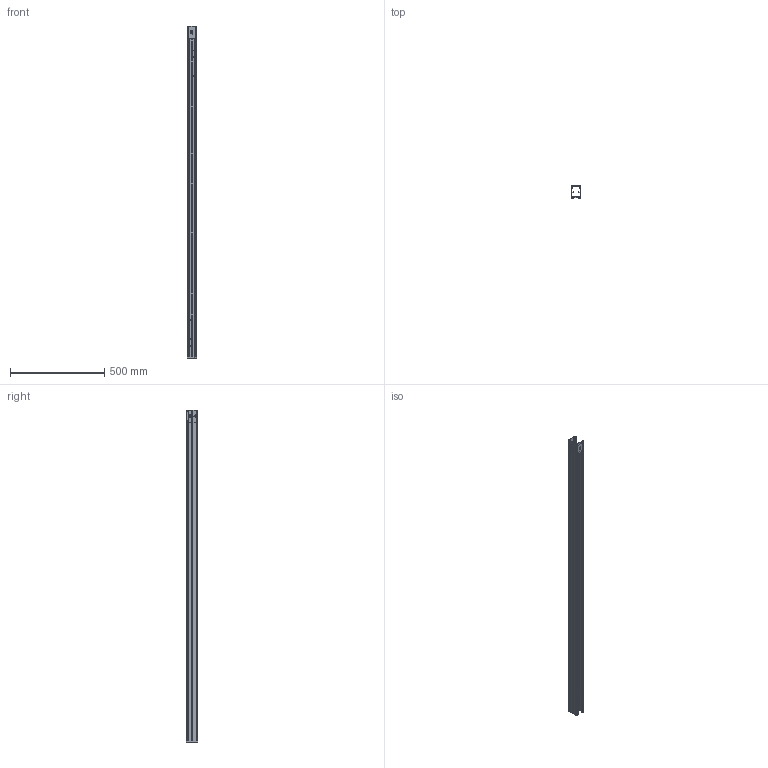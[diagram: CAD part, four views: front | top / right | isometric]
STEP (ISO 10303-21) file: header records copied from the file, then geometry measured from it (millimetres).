
FILE_DESCRIPTION(/* description */ (''),/* implementation_level */ '2;1');
FILE_NAME(/* name */ 'K0001540.stp',/* time_stamp */ '2022-03-07T10:11:31+01:00',/* author */ ('SIMMETF'),/* organization */ (''),/* preprocessor_version */ 'ST-DEVELOPER v18.1',/* originating_system */ 'Autodesk Inventor 2021',/* authorisation */ '');
FILE_SCHEMA (('AUTOMOTIVE_DESIGN { 1 0 10303 214 3 1 1 }'));
Length unit declared in the file: millimetre
Products named in the file (1): Pièce1
Bounding box: 53 x 62.78 x 1765 mm (x, y, z)
Volume: 1113300.9 mm3; surface area: 813550.4 mm2
Topology: 2 solids, 2 shells, 505 faces, 1467 edges, 969 vertices
Faces by surface type: plane 293, cylinder 175, bspline 31, cone 6
Full cylindrical faces by diameter (mm): 4.46 x1, 5 x6, 8.5 x10
Entity records: 17553 total; most frequent: CARTESIAN_POINT 3401, ORIENTED_EDGE 2934, DIRECTION 2786, EDGE_CURVE 1467, VERTEX_POINT 969, LINE 956, VECTOR 956, AXIS2_PLACEMENT_3D 915
